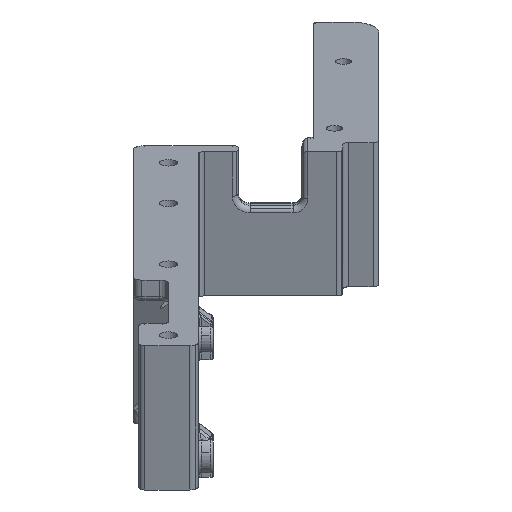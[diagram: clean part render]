
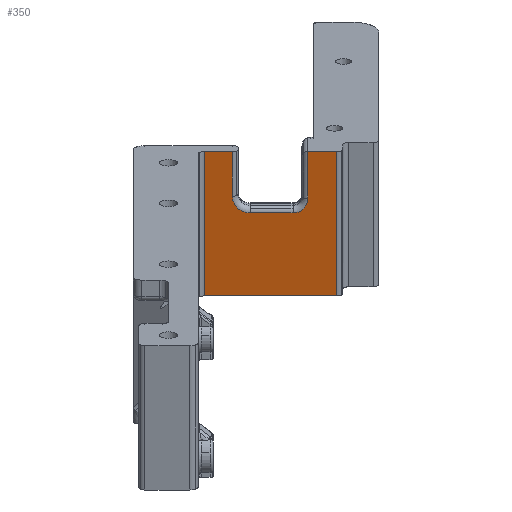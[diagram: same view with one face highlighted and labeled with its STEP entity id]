
A CAD part, front view. The second image highlights one B-rep face of the part: STEP entity #350.
In plain terms, the highlighted planar face has unit normal (0, -0.94, -0.342).
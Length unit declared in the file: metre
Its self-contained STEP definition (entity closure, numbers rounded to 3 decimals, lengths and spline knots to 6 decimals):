
#350=ADVANCED_FACE('0:593',(#983),#984,.T.);
#983=FACE_OUTER_BOUND('',#4708,.T.);
#984=PLANE('',#4709);
#4708=EDGE_LOOP('',(#7264,#7265,#7266,#7267,#7268,#7269,#7270,#7271,#7272,#7273));
#4709=AXIS2_PLACEMENT_3D('',#7274,#7275,#7276);
#7264=ORIENTED_EDGE('',*,*,#7330,.F.);
#7265=ORIENTED_EDGE('',*,*,#8127,.F.);
#7266=ORIENTED_EDGE('',*,*,#8123,.T.);
#7267=ORIENTED_EDGE('',*,*,#7867,.T.);
#7268=ORIENTED_EDGE('',*,*,#7301,.F.);
#7269=ORIENTED_EDGE('',*,*,#7941,.F.);
#7270=ORIENTED_EDGE('',*,*,#7955,.F.);
#7271=ORIENTED_EDGE('',*,*,#8122,.F.);
#7272=ORIENTED_EDGE('',*,*,#7338,.F.);
#7273=ORIENTED_EDGE('',*,*,#8119,.F.);
#7274=CARTESIAN_POINT('',(-0.003704,0.00736,-0.032139));
#7275=DIRECTION('',(0.,-0.94,-0.342));
#7276=DIRECTION('',(-1.0,0.,0.0));
#7301=EDGE_CURVE('0:2096',#8144,#8146,#8147,.T.);
#7330=EDGE_CURVE('0:2078',#8202,#8204,#8205,.T.);
#7338=EDGE_CURVE('0:2054',#8218,#8220,#8221,.T.);
#7867=EDGE_CURVE('0:1085',#9168,#8146,#9169,.F.);
#7941=EDGE_CURVE('0:1349',#9264,#8144,#9266,.T.);
#7955=EDGE_CURVE('0:1397',#9285,#9264,#9287,.T.);
#8119=EDGE_CURVE('0:2048',#8204,#8218,#9496,.T.);
#8122=EDGE_CURVE('0:2060',#8220,#9285,#9499,.T.);
#8123=EDGE_CURVE('0:2063',#9500,#9168,#9501,.T.);
#8127=EDGE_CURVE('0:2075',#9500,#8202,#9505,.T.);
#8144=VERTEX_POINT('',#9531);
#8146=VERTEX_POINT('',#9533);
#8147=LINE('',#9534,#9535);
#8202=VERTEX_POINT('',#9603);
#8204=VERTEX_POINT('',#9605);
#8205=LINE('',#9606,#9607);
#8218=VERTEX_POINT('',#9623);
#8220=VERTEX_POINT('',#9625);
#8221=LINE('',#9626,#9627);
#9168=VERTEX_POINT('',#11506);
#9169=LINE('',#11507,#11508);
#9264=VERTEX_POINT('',#11762);
#9266=LINE('',#11765,#11766);
#9285=VERTEX_POINT('',#11809);
#9287=LINE('',#11811,#11812);
#9496=CIRCLE('',#12254,0.003);
#9499=CIRCLE('',#12257,0.0025);
#9500=VERTEX_POINT('',#12258);
#9501=LINE('',#12259,#12260);
#9505=LINE('',#12265,#12266);
#9531=CARTESIAN_POINT('',(0.016321,0.00736,-0.032139));
#9533=CARTESIAN_POINT('',(0.016321,0.016218,-0.056477));
#9534=CARTESIAN_POINT('',(0.016321,0.00736,-0.032139));
#9535=VECTOR('',#12288,1.0);
#9603=CARTESIAN_POINT('',(-0.001329,0.00736,-0.032139));
#9605=CARTESIAN_POINT('',(-0.001329,0.010096,-0.039656));
#9606=CARTESIAN_POINT('',(-0.001329,0.00736,-0.032139));
#9607=VECTOR('',#12347,1.0);
#9623=CARTESIAN_POINT('',(0.001671,0.011122,-0.042475));
#9625=CARTESIAN_POINT('',(0.008921,0.011122,-0.042475));
#9626=CARTESIAN_POINT('',(0.006608,0.011122,-0.042475));
#9627=VECTOR('',#12363,1.0);
#11506=CARTESIAN_POINT('',(-0.006079,0.016218,-0.056477));
#11507=CARTESIAN_POINT('',(-0.006454,0.016218,-0.056477));
#11508=VECTOR('',#13292,1.0);
#11762=CARTESIAN_POINT('',(0.011421,0.00736,-0.032139));
#11765=CARTESIAN_POINT('',(0.011421,0.00736,-0.032139));
#11766=VECTOR('',#13424,1.0);
#11809=CARTESIAN_POINT('',(0.011421,0.010267,-0.040126));
#11811=CARTESIAN_POINT('',(0.011421,0.00736,-0.032139));
#11812=VECTOR('',#13455,1.0);
#12254=AXIS2_PLACEMENT_3D('',#13781,#13782,#13783);
#12257=AXIS2_PLACEMENT_3D('',#13790,#13791,#13792);
#12258=CARTESIAN_POINT('',(-0.006079,0.00736,-0.032139));
#12259=CARTESIAN_POINT('',(-0.006079,0.00736,-0.032139));
#12260=VECTOR('',#13793,1.0);
#12265=CARTESIAN_POINT('',(-0.006079,0.00736,-0.032139));
#12266=VECTOR('',#13801,1.0);
#12288=DIRECTION('',(0.,0.342,-0.94));
#12347=DIRECTION('',(0.,0.342,-0.94));
#12363=DIRECTION('',(1.0,0.,0.));
#13292=DIRECTION('',(-1.0,0.,0.));
#13424=DIRECTION('',(1.0,0.,0.));
#13455=DIRECTION('',(0.,-0.342,0.94));
#13781=CARTESIAN_POINT('',(0.001671,0.010096,-0.039656));
#13782=DIRECTION('',(0.,-0.94,-0.342));
#13783=DIRECTION('',(-0.707,0.242,-0.664));
#13790=CARTESIAN_POINT('',(0.008921,0.010267,-0.040126));
#13791=DIRECTION('',(0.,-0.94,-0.342));
#13792=DIRECTION('',(0.707,0.242,-0.664));
#13793=DIRECTION('',(0.,0.342,-0.94));
#13801=DIRECTION('',(1.0,0.,0.0));
